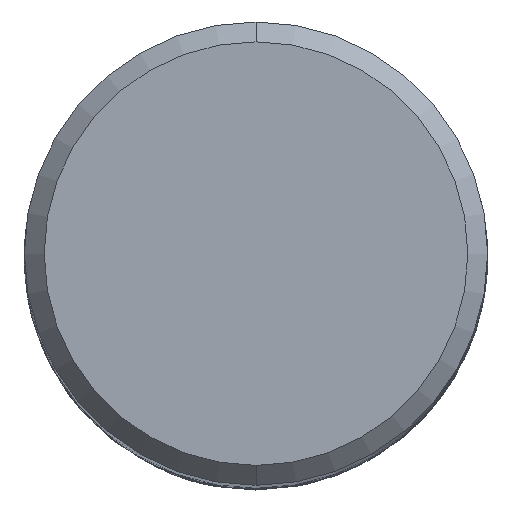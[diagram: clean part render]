
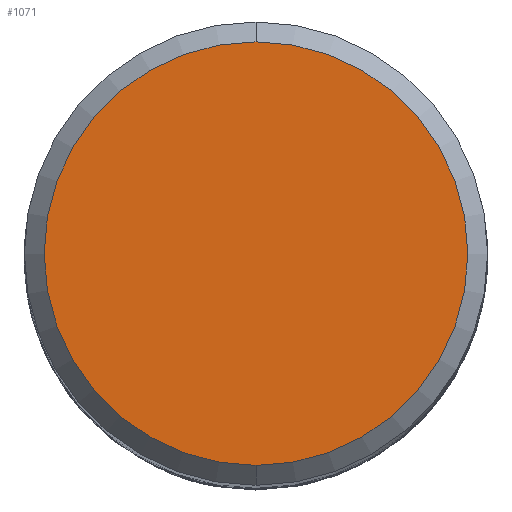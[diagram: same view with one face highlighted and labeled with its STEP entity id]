
A CAD part, top view. The second image highlights one B-rep face of the part: STEP entity #1071.
In plain terms, the highlighted planar face has unit normal (0, 0, 1).
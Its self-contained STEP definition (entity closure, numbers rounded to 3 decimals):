
#1071=ADVANCED_FACE('',(#3107),#3108,.T.);
#1089=VERTEX_POINT('',#3128);
#1683=EDGE_CURVE('',#2983,#1089,#3780,.T.);
#1743=EDGE_CURVE('',#1089,#2983,#3843,.T.);
#2983=VERTEX_POINT('',#5186);
#3107=FACE_OUTER_BOUND('',#5586,.T.);
#3108=PLANE('',#5587);
#3128=CARTESIAN_POINT('',(0.,-6.4,0.0));
#3780=CIRCLE('',#11621,6.4);
#3843=CIRCLE('',#12331,6.4);
#5186=CARTESIAN_POINT('',(0.0,6.4,0.0));
#5586=EDGE_LOOP('',(#27006,#27007));
#5587=AXIS2_PLACEMENT_3D('',#27008,#27009,#27010);
#11621=AXIS2_PLACEMENT_3D('',#27789,#27790,#27791);
#12331=AXIS2_PLACEMENT_3D('',#27839,#27840,#27841);
#27006=ORIENTED_EDGE('',*,*,#1683,.F.);
#27007=ORIENTED_EDGE('',*,*,#1743,.F.);
#27008=CARTESIAN_POINT('',(0.0,3.2,0.0));
#27009=DIRECTION('',(-0.0,0.0,1.0));
#27010=DIRECTION('',(0.0,-1.0,0.0));
#27789=CARTESIAN_POINT('',(0.0,0.0,0.0));
#27790=DIRECTION('',(0.0,0.0,-1.0));
#27791=DIRECTION('',(0.0,1.0,0.0));
#27839=CARTESIAN_POINT('',(0.0,0.0,0.0));
#27840=DIRECTION('',(0.0,0.0,-1.0));
#27841=DIRECTION('',(0.0,1.0,0.0));
